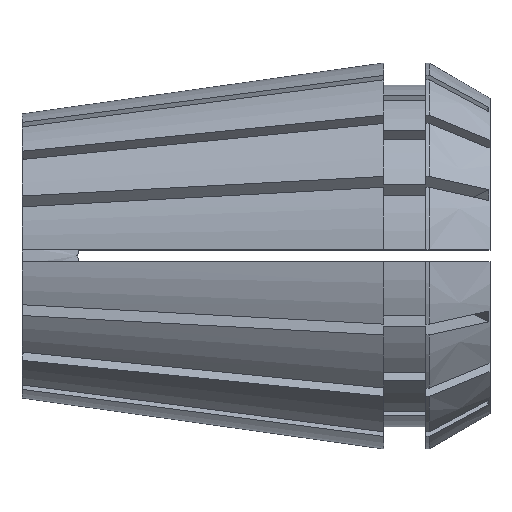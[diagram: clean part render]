
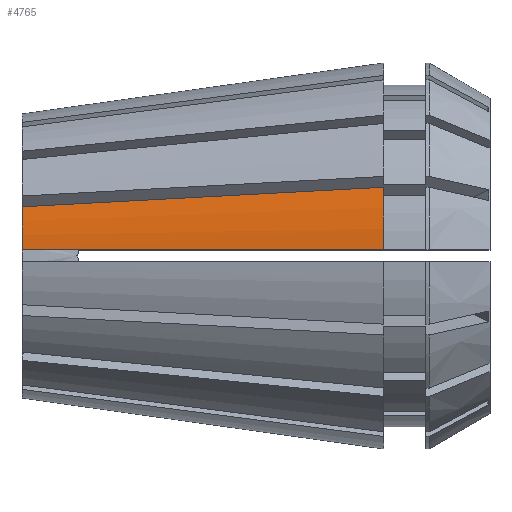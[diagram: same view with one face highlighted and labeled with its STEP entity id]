
A CAD part, top view. The second image highlights one B-rep face of the part: STEP entity #4765.
In plain terms, the highlighted conical face has half-angle 8 degrees and reference radius 16.5 mm.
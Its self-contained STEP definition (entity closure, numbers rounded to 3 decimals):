
#42 = CARTESIAN_POINT ( 'NONE',  ( 30.9, 5.85, 15.429 ) ) ;
#57 = EDGE_CURVE ( 'NONE', #3351, #3883, #4521, .T. ) ;
#143 = ORIENTED_EDGE ( 'NONE', *, *, #57, .F. ) ;
#496 = CIRCLE ( 'NONE', #3112, 16.5 ) ;
#641 = DIRECTION ( 'NONE',  ( -1., 0., 0. ) ) ;
#675 = EDGE_LOOP ( 'NONE', ( #1134, #3422, #4567, #143 ) ) ;
#1041 = DIRECTION ( 'NONE',  ( -1., 0., 0. ) ) ;
#1098 = CARTESIAN_POINT ( 'NONE',  ( 0., 4.187, 11.414 ) ) ;
#1134 = ORIENTED_EDGE ( 'NONE', *, *, #5456, .T. ) ;
#1230 = CIRCLE ( 'NONE', #4542, 12.158 ) ;
#1545 = VERTEX_POINT ( 'NONE', #4337 ) ;
#1678 = VERTEX_POINT ( 'NONE', #42 ) ;
#2114 = B_SPLINE_CURVE_WITH_KNOTS ( 'NONE', 3,
 ( #2347, #4948, #3681, #1098 ),
 .UNSPECIFIED., .F., .F.,
 ( 4, 4 ),
 ( 0., 0.031 ),
 .UNSPECIFIED. ) ;
#2268 = CARTESIAN_POINT ( 'NONE',  ( 30.9, 0., 0. ) ) ;
#2347 = CARTESIAN_POINT ( 'NONE',  ( 30.9, 5.85, 15.429 ) ) ;
#2707 = DIRECTION ( 'NONE',  ( 1., 0., 0. ) ) ;
#3112 = AXIS2_PLACEMENT_3D ( 'NONE', #3189, #641, #3620 ) ;
#3176 = DIRECTION ( 'NONE',  ( 0., 0., -1. ) ) ;
#3189 = CARTESIAN_POINT ( 'NONE',  ( 30.9, 0., 0. ) ) ;
#3254 = CONICAL_SURFACE ( 'NONE', #4204, 16.5, 0.14 ) ;
#3351 = VERTEX_POINT ( 'NONE', #5019 ) ;
#3422 = ORIENTED_EDGE ( 'NONE', *, *, #5492, .T. ) ;
#3512 = FACE_OUTER_BOUND ( 'NONE', #675, .T. ) ;
#3611 = CARTESIAN_POINT ( 'NONE',  ( 0., 0., 0. ) ) ;
#3620 = DIRECTION ( 'NONE',  ( 0., 0., 1. ) ) ;
#3681 = CARTESIAN_POINT ( 'NONE',  ( 10.3, 4.741, 12.753 ) ) ;
#3883 = VERTEX_POINT ( 'NONE', #4015 ) ;
#4015 = CARTESIAN_POINT ( 'NONE',  ( 0., 0.5, 12.147 ) ) ;
#4043 = DIRECTION ( 'NONE',  ( 0., 0., 1. ) ) ;
#4198 = CARTESIAN_POINT ( 'NONE',  ( 29.247, 0.5, 16.26 ) ) ;
#4204 = AXIS2_PLACEMENT_3D ( 'NONE', #2268, #2707, #3176 ) ;
#4337 = CARTESIAN_POINT ( 'NONE',  ( 0., 4.187, 11.414 ) ) ;
#4521 = B_SPLINE_CURVE_WITH_KNOTS ( 'NONE', 3,
 ( #5184, #4198, #5488, #5171, #5139, #5043, #4980, #4949, #4927, #4907 ),
 .UNSPECIFIED., .F., .F.,
 ( 4, 3, 3, 4 ),
 ( 0.064, 0.069, 0.091, 0.095 ),
 .UNSPECIFIED. ) ;
#4542 = AXIS2_PLACEMENT_3D ( 'NONE', #3611, #1041, #4043 ) ;
#4567 = ORIENTED_EDGE ( 'NONE', *, *, #4758, .F. ) ;
#4758 = EDGE_CURVE ( 'NONE', #3883, #1545, #1230, .T. ) ;
#4765 = ADVANCED_FACE ( 'NONE', ( #3512 ), #3254, .T. ) ;
#4907 = CARTESIAN_POINT ( 'NONE',  ( 0., 0.5, 12.147 ) ) ;
#4927 = CARTESIAN_POINT ( 'NONE',  ( 1.287, 0.5, 12.328 ) ) ;
#4948 = CARTESIAN_POINT ( 'NONE',  ( 20.6, 5.295, 14.091 ) ) ;
#4949 = CARTESIAN_POINT ( 'NONE',  ( 2.574, 0.5, 12.509 ) ) ;
#4980 = CARTESIAN_POINT ( 'NONE',  ( 3.861, 0.5, 12.69 ) ) ;
#5019 = CARTESIAN_POINT ( 'NONE',  ( 30.9, 0.5, 16.493 ) ) ;
#5043 = CARTESIAN_POINT ( 'NONE',  ( 11.221, 0.5, 13.726 ) ) ;
#5139 = CARTESIAN_POINT ( 'NONE',  ( 18.581, 0.5, 14.761 ) ) ;
#5171 = CARTESIAN_POINT ( 'NONE',  ( 25.941, 0.5, 15.795 ) ) ;
#5184 = CARTESIAN_POINT ( 'NONE',  ( 30.9, 0.5, 16.493 ) ) ;
#5456 = EDGE_CURVE ( 'NONE', #3351, #1678, #496, .T. ) ;
#5488 = CARTESIAN_POINT ( 'NONE',  ( 27.594, 0.5, 16.028 ) ) ;
#5492 = EDGE_CURVE ( 'NONE', #1678, #1545, #2114, .T. ) ;
